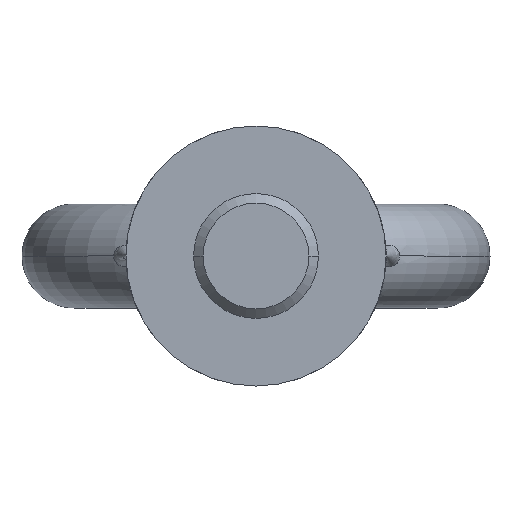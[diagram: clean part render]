
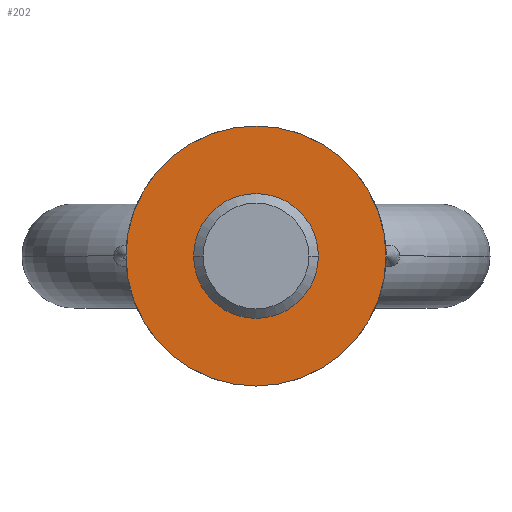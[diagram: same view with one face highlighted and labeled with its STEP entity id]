
A CAD part, front view. The second image highlights one B-rep face of the part: STEP entity #202.
In plain terms, the highlighted planar face has unit normal (0, -1, 0).
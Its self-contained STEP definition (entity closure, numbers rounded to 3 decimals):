
#202=ADVANCED_FACE('',(#499,#500),#501,.T.);
#322=VERTEX_POINT('',#622);
#328=VERTEX_POINT('',#628);
#332=EDGE_CURVE('',#322,#328,#632,.T.);
#334=VERTEX_POINT('',#634);
#352=VERTEX_POINT('',#652);
#370=EDGE_CURVE('',#334,#352,#670,.T.);
#376=EDGE_CURVE('',#352,#334,#676,.T.);
#394=EDGE_CURVE('',#328,#322,#694,.T.);
#499=FACE_OUTER_BOUND('',#789,.T.);
#500=FACE_BOUND('',#790,.T.);
#501=PLANE('',#791);
#622=CARTESIAN_POINT('',(9.8,0.0,0.));
#628=CARTESIAN_POINT('',(-9.8,0.0,0.));
#632=CIRCLE('',#1040,9.8);
#634=CARTESIAN_POINT('',(25.0,0.0,0.0));
#652=CARTESIAN_POINT('',(-25.0,0.0,0.));
#670=CIRCLE('',#1152,25.0);
#676=CIRCLE('',#1195,25.0);
#694=CIRCLE('',#1351,9.8);
#789=EDGE_LOOP('',(#1588,#1589));
#790=EDGE_LOOP('',(#1590,#1591));
#791=AXIS2_PLACEMENT_3D('',#1592,#1593,#1594);
#1040=AXIS2_PLACEMENT_3D('',#1668,#1669,#1670);
#1152=AXIS2_PLACEMENT_3D('',#1681,#1682,#1683);
#1195=AXIS2_PLACEMENT_3D('',#1684,#1685,#1686);
#1351=AXIS2_PLACEMENT_3D('',#1696,#1697,#1698);
#1588=ORIENTED_EDGE('',*,*,#370,.F.);
#1589=ORIENTED_EDGE('',*,*,#376,.F.);
#1590=ORIENTED_EDGE('',*,*,#394,.T.);
#1591=ORIENTED_EDGE('',*,*,#332,.T.);
#1592=CARTESIAN_POINT('',(12.5,0.0,0.0));
#1593=DIRECTION('',(0.0,-1.0,0.0));
#1594=DIRECTION('',(0.0,0.0,-1.0));
#1668=CARTESIAN_POINT('',(0.0,0.0,0.0));
#1669=DIRECTION('',(0.0,1.0,0.0));
#1670=DIRECTION('',(1.0,0.0,0.));
#1681=CARTESIAN_POINT('',(0.0,0.0,0.0));
#1682=DIRECTION('',(-0.0,1.0,0.0));
#1683=DIRECTION('',(1.0,0.0,0.0));
#1684=CARTESIAN_POINT('',(0.0,0.0,0.0));
#1685=DIRECTION('',(-0.0,1.0,0.0));
#1686=DIRECTION('',(1.0,0.0,0.0));
#1696=CARTESIAN_POINT('',(0.0,0.0,0.0));
#1697=DIRECTION('',(0.0,1.0,0.0));
#1698=DIRECTION('',(1.0,0.0,0.));
